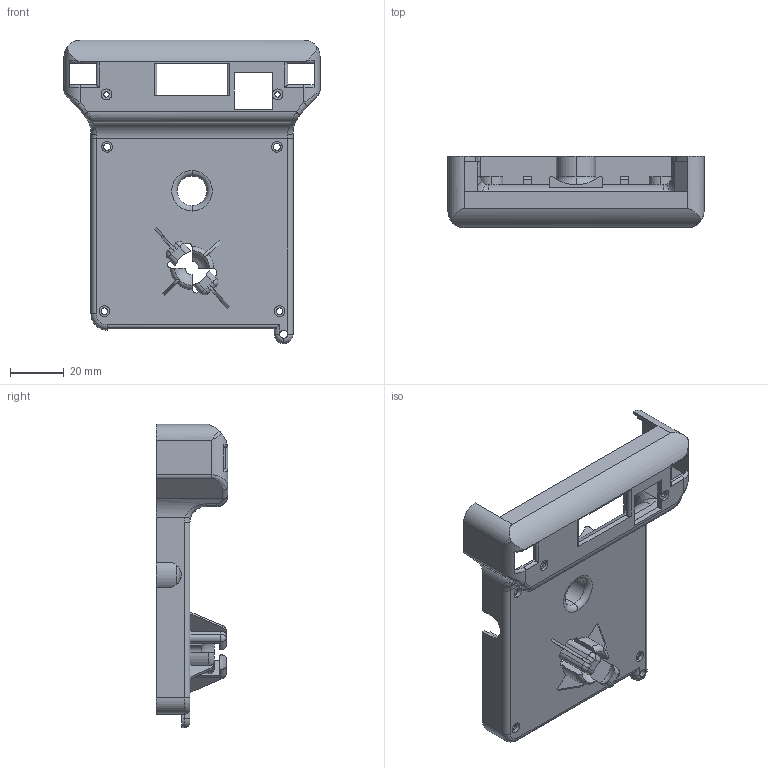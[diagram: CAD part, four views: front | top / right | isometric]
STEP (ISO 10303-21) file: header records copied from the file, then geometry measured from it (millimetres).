
FILE_DESCRIPTION (( 'STEP AP203' ), '1' );
FILE_NAME ('Bottom.STEP', '2013-09-02T04:57:22', ( '' ), ( '' ), 'SwSTEP 2.0', 'SolidWorks 2013', '' );
FILE_SCHEMA (( 'CONFIG_CONTROL_DESIGN' ));
Length unit declared in the file: millimetre
Products named in the file (1): Bottom
Bounding box: 95 x 26.5 x 112.5 mm (x, y, z)
Volume: 30526.2 mm3; surface area: 31581.4 mm2
Topology: 1 solids, 1 shells, 335 faces, 891 edges, 558 vertices
Faces by surface type: cylinder 144, plane 140, torus 23, bspline 14, sphere 8, cone 6
Entity records: 11542 total; most frequent: CARTESIAN_POINT 3098, DIRECTION 1773, ORIENTED_EDGE 1770, EDGE_CURVE 885, AXIS2_PLACEMENT_3D 650, VERTEX_POINT 558, VECTOR 473, LINE 473
